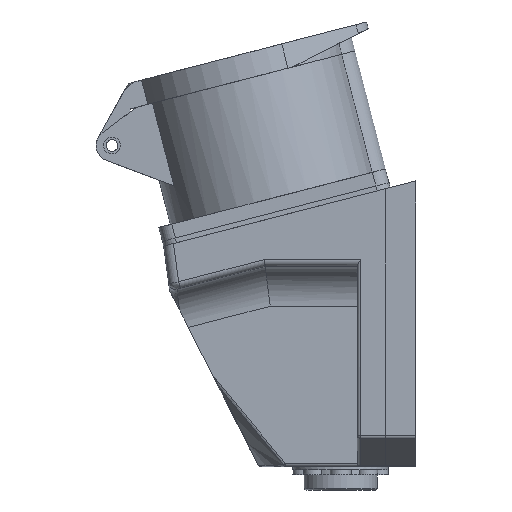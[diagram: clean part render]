
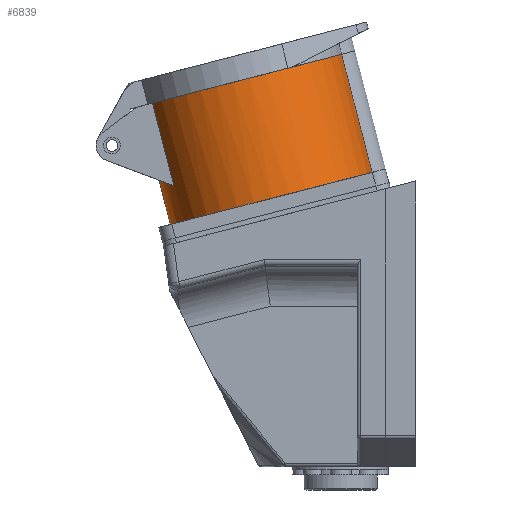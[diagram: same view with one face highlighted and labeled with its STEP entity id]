
A CAD part, left-side view. The second image highlights one B-rep face of the part: STEP entity #6839.
In plain terms, the highlighted cylindrical face has radius 31.425 mm (diameter 62.85 mm), a partial arc.
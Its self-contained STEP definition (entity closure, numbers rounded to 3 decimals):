
#38 = VERTEX_POINT ( 'NONE', #14283 ) ;
#293 = ORIENTED_EDGE ( 'NONE', *, *, #4091, .F. ) ;
#318 = CARTESIAN_POINT ( 'NONE',  ( -32.842, 20.472, 5.51 ) ) ;
#633 = VERTEX_POINT ( 'NONE', #12073 ) ;
#960 = LINE ( 'NONE', #4409, #5061 ) ;
#979 = CARTESIAN_POINT ( 'NONE',  ( 0., 5.75, 0. ) ) ;
#1030 = ORIENTED_EDGE ( 'NONE', *, *, #10175, .F. ) ;
#1381 = EDGE_CURVE ( 'NONE', #633, #9217, #4610, .T. ) ;
#1629 = CARTESIAN_POINT ( 'NONE',  ( 30.917, 58.22, -5.625 ) ) ;
#1714 = CYLINDRICAL_SURFACE ( 'NONE', #10481, 31.425 ) ;
#1791 = DIRECTION ( 'NONE',  ( 0., -1., 0. ) ) ;
#1805 = LINE ( 'NONE', #5279, #12283 ) ;
#2116 = EDGE_CURVE ( 'NONE', #38, #13462, #960, .T. ) ;
#2245 = AXIS2_PLACEMENT_3D ( 'NONE', #11972, #9375, #12881 ) ;
#2251 = CARTESIAN_POINT ( 'NONE',  ( -27.525, 16.75, 15.163 ) ) ;
#2320 = DIRECTION ( 'NONE',  ( 0., 0., -1. ) ) ;
#2597 = ORIENTED_EDGE ( 'NONE', *, *, #4255, .F. ) ;
#2831 = CARTESIAN_POINT ( 'NONE',  ( -27.525, 49.75, 15.163 ) ) ;
#2870 = EDGE_CURVE ( 'NONE', #8132, #10546, #5334, .T. ) ;
#2912 = ORIENTED_EDGE ( 'NONE', *, *, #2116, .F. ) ;
#3069 = DIRECTION ( 'NONE',  ( 0., -1., 0. ) ) ;
#3847 = DIRECTION ( 'NONE',  ( 0., -1., 0. ) ) ;
#3918 = DIRECTION ( 'NONE',  ( 0., 0., -1. ) ) ;
#3997 = ORIENTED_EDGE ( 'NONE', *, *, #2870, .F. ) ;
#4039 = DIRECTION ( 'NONE',  ( 0., -1., 0. ) ) ;
#4091 = EDGE_CURVE ( 'NONE', #10438, #8132, #11535, .T. ) ;
#4255 = EDGE_CURVE ( 'NONE', #633, #10438, #1805, .T. ) ;
#4409 = CARTESIAN_POINT ( 'NONE',  ( 30.917, 58.22, 5.625 ) ) ;
#4479 = AXIS2_PLACEMENT_3D ( 'NONE', #979, #5642, #2320 ) ;
#4610 = CIRCLE ( 'NONE', #12136, 31.425 ) ;
#4892 = CARTESIAN_POINT ( 'NONE',  ( -32.842, 20.472, -5.51 ) ) ;
#4917 = CARTESIAN_POINT ( 'NONE',  ( 30.917, 5.75, 5.625 ) ) ;
#4952 = LINE ( 'NONE', #1629, #14375 ) ;
#5000 = ORIENTED_EDGE ( 'NONE', *, *, #12984, .T. ) ;
#5061 = VECTOR ( 'NONE', #11636, 1000. ) ;
#5279 = CARTESIAN_POINT ( 'NONE',  ( -27.525, 49.75, -15.163 ) ) ;
#5334 = LINE ( 'NONE', #2831, #11597 ) ;
#5592 = CARTESIAN_POINT ( 'NONE',  ( 30.917, 5.75, -5.625 ) ) ;
#5642 = DIRECTION ( 'NONE',  ( 0., -1., 0. ) ) ;
#6097 = CIRCLE ( 'NONE', #2245, 31.425 ) ;
#6839 = ADVANCED_FACE ( 'NONE', ( #12238 ), #1714, .T. ) ;
#7328 = CARTESIAN_POINT ( 'NONE',  ( -27.525, 16.75, 15.163 ) ) ;
#7903 = CARTESIAN_POINT ( 'NONE',  ( -27.525, 42.25, 15.163 ) ) ;
#8124 = CIRCLE ( 'NONE', #4479, 31.425 ) ;
#8132 = VERTEX_POINT ( 'NONE', #2251 ) ;
#8291 = ORIENTED_EDGE ( 'NONE', *, *, #1381, .T. ) ;
#8744 = DIRECTION ( 'NONE',  ( 0., 1., 0. ) ) ;
#8745 = DIRECTION ( 'NONE',  ( 0., 0., -1. ) ) ;
#8822 = VERTEX_POINT ( 'NONE', #5592 ) ;
#9042 = CARTESIAN_POINT ( 'NONE',  ( 30.917, 42.25, -5.625 ) ) ;
#9217 = VERTEX_POINT ( 'NONE', #9042 ) ;
#9375 = DIRECTION ( 'NONE',  ( 0., -1., 0. ) ) ;
#9451 = ORIENTED_EDGE ( 'NONE', *, *, #14170, .T. ) ;
#10175 = EDGE_CURVE ( 'NONE', #13462, #8822, #8124, .T. ) ;
#10438 = VERTEX_POINT ( 'NONE', #11541 ) ;
#10481 = AXIS2_PLACEMENT_3D ( 'NONE', #12163, #1791, #8745 ) ;
#10546 = VERTEX_POINT ( 'NONE', #7903 ) ;
#10665 = CARTESIAN_POINT ( 'NONE',  ( -27.525, 16.75, -15.163 ) ) ;
#10861 = EDGE_LOOP ( 'NONE', ( #1030, #2912, #5000, #3997, #293, #2597, #8291, #9451 ) ) ;
#11535 =( BOUNDED_CURVE ( )  B_SPLINE_CURVE ( 3, ( #10665, #4892, #318, #7328 ),
 .UNSPECIFIED., .F., .F. ) 
 B_SPLINE_CURVE_WITH_KNOTS ( ( 4, 4 ),
 ( 2.638, 3.645 ),
 .UNSPECIFIED. ) 
 CURVE ( )  GEOMETRIC_REPRESENTATION_ITEM ( )  RATIONAL_B_SPLINE_CURVE ( ( 1., 0.917, 0.917, 1. ) ) 
 REPRESENTATION_ITEM ( '' )  );
#11541 = CARTESIAN_POINT ( 'NONE',  ( -27.525, 16.75, -15.163 ) ) ;
#11597 = VECTOR ( 'NONE', #8744, 1000. ) ;
#11636 = DIRECTION ( 'NONE',  ( 0., -1., 0. ) ) ;
#11972 = CARTESIAN_POINT ( 'NONE',  ( 0., 42.25, 0. ) ) ;
#12073 = CARTESIAN_POINT ( 'NONE',  ( -27.525, 42.25, -15.163 ) ) ;
#12136 = AXIS2_PLACEMENT_3D ( 'NONE', #14284, #3847, #3918 ) ;
#12163 = CARTESIAN_POINT ( 'NONE',  ( 0., 49.75, 0. ) ) ;
#12238 = FACE_OUTER_BOUND ( 'NONE', #10861, .T. ) ;
#12283 = VECTOR ( 'NONE', #3069, 1000. ) ;
#12881 = DIRECTION ( 'NONE',  ( 0., 0., -1. ) ) ;
#12984 = EDGE_CURVE ( 'NONE', #38, #10546, #6097, .T. ) ;
#13462 = VERTEX_POINT ( 'NONE', #4917 ) ;
#14170 = EDGE_CURVE ( 'NONE', #9217, #8822, #4952, .T. ) ;
#14283 = CARTESIAN_POINT ( 'NONE',  ( 30.917, 42.25, 5.625 ) ) ;
#14284 = CARTESIAN_POINT ( 'NONE',  ( 0., 42.25, 0. ) ) ;
#14375 = VECTOR ( 'NONE', #4039, 1000. ) ;
